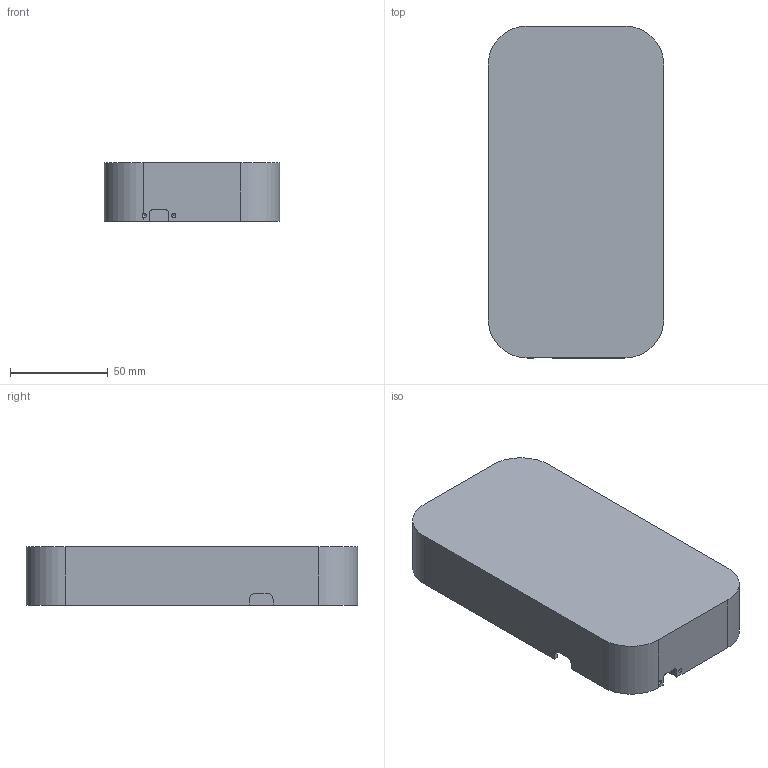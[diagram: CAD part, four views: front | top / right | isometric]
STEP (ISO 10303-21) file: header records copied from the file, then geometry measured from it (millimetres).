
FILE_DESCRIPTION(/* description */ ('CAx-IF Rec.Pracs.---Representation and Presentation of Product Manufacturing Information (PMI)---4.0---2014-10-13','CAx-IF Rec.Pracs.---3D Tessellated Geometry---0.4---2014-09-14','2;1'),/* implementation_level */ '2;1');
FILE_NAME(/* name */ 'BACK',/* time_stamp */ '2023-07-04T18:27:54+03:00',/* author */ (''),/* organization */ (''),/* preprocessor_version */ 'ST-DEVELOPER v16.7',/* originating_system */ $,/* authorisation */ $);
FILE_SCHEMA (('AP242_MANAGED_MODEL_BASED_3D_ENGINEERING_MIM_LF { 1 0 10303 442 20130219 1 4 }'));
Length unit declared in the file: millimetre
Products named in the file (1): BACK
Bounding box: 90 x 170 x 30 mm (x, y, z)
Volume: 64274 mm3; surface area: 61328 mm2
Topology: 1 solids, 1 shells, 80 faces, 257 edges, 195 vertices
Faces by surface type: cylinder 40, plane 32, cone 8
Full cylindrical faces by diameter (mm): 2.2 x4, 3 x6
Entity records: 2791 total; most frequent: CARTESIAN_POINT 485, DIRECTION 479, ORIENTED_EDGE 408, EDGE_CURVE 204, AXIS2_PLACEMENT_3D 180, VERTEX_POINT 150, LINE 135, VECTOR 135
